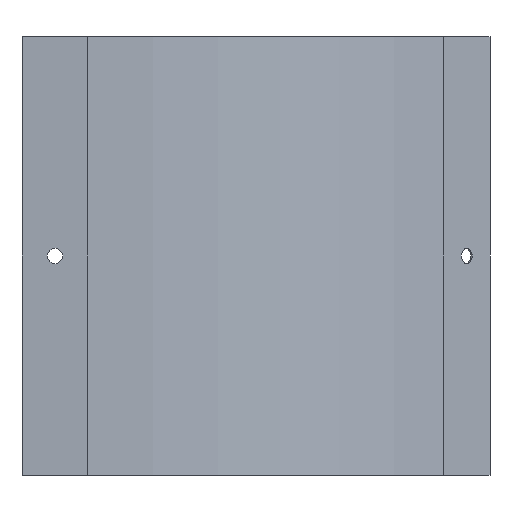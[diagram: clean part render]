
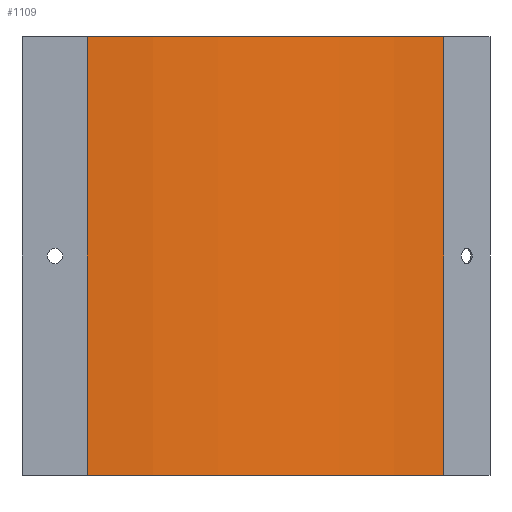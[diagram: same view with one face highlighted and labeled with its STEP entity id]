
A CAD part, front view. The second image highlights one B-rep face of the part: STEP entity #1109.
In plain terms, the highlighted cylindrical face has radius 230 mm (diameter 460 mm), a partial arc.
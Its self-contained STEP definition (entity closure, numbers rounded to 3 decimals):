
#27 = CARTESIAN_POINT ( 'NONE',  ( 192.426, -12.635, 0.8 ) ) ;
#86 = DIRECTION ( 'NONE',  ( 0., 0., -1. ) ) ;
#96 = CARTESIAN_POINT ( 'NONE',  ( 192.426, -12.635, 0.8 ) ) ;
#224 = VERTEX_POINT ( 'NONE', #27 ) ;
#256 = ORIENTED_EDGE ( 'NONE', *, *, #430, .T. ) ;
#257 = ORIENTED_EDGE ( 'NONE', *, *, #827, .F. ) ;
#258 = ORIENTED_EDGE ( 'NONE', *, *, #390, .F. ) ;
#260 = ORIENTED_EDGE ( 'NONE', *, *, #826, .T. ) ;
#390 = EDGE_CURVE ( 'NONE', #224, #1262, #708, .T. ) ;
#430 = EDGE_CURVE ( 'NONE', #874, #1319, #466, .T. ) ;
#466 = LINE ( 'NONE', #1353, #468 ) ;
#468 = VECTOR ( 'NONE', #1339, 1000. ) ;
#471 = CIRCLE ( 'NONE', #1204, 230. ) ;
#473 = CIRCLE ( 'NONE', #1202, 230. ) ;
#708 = LINE ( 'NONE', #96, #716 ) ;
#716 = VECTOR ( 'NONE', #86, 1000. ) ;
#782 = CARTESIAN_POINT ( 'NONE',  ( 29.792, -80., 0.8 ) ) ;
#788 = AXIS2_PLACEMENT_3D ( 'NONE', #1428, #1427, #1420 ) ;
#826 = EDGE_CURVE ( 'NONE', #1319, #1262, #471, .T. ) ;
#827 = EDGE_CURVE ( 'NONE', #874, #224, #473, .T. ) ;
#874 = VERTEX_POINT ( 'NONE', #782 ) ;
#1109 = ADVANCED_FACE ( 'NONE', ( #1745 ), #1752, .T. ) ;
#1202 = AXIS2_PLACEMENT_3D ( 'NONE', #1332, #1331, #1330 ) ;
#1204 = AXIS2_PLACEMENT_3D ( 'NONE', #1336, #1335, #1334 ) ;
#1234 = EDGE_LOOP ( 'NONE', ( #260, #258, #257, #256 ) ) ;
#1262 = VERTEX_POINT ( 'NONE', #1481 ) ;
#1319 = VERTEX_POINT ( 'NONE', #1539 ) ;
#1330 = DIRECTION ( 'NONE',  ( 1., 0., 0. ) ) ;
#1331 = DIRECTION ( 'NONE',  ( 0., 0., 1. ) ) ;
#1332 = CARTESIAN_POINT ( 'NONE',  ( 29.792, 150., 0.8 ) ) ;
#1334 = DIRECTION ( 'NONE',  ( 1., 0., 0. ) ) ;
#1335 = DIRECTION ( 'NONE',  ( 0., 0., 1. ) ) ;
#1336 = CARTESIAN_POINT ( 'NONE',  ( 29.792, 150., -199.2 ) ) ;
#1339 = DIRECTION ( 'NONE',  ( 0., 0., -1. ) ) ;
#1353 = CARTESIAN_POINT ( 'NONE',  ( 29.792, -80., 0.8 ) ) ;
#1420 = DIRECTION ( 'NONE',  ( -1., 0., 0. ) ) ;
#1427 = DIRECTION ( 'NONE',  ( 0., 0., -1. ) ) ;
#1428 = CARTESIAN_POINT ( 'NONE',  ( 29.792, 150., 0.8 ) ) ;
#1481 = CARTESIAN_POINT ( 'NONE',  ( 192.426, -12.635, -199.2 ) ) ;
#1539 = CARTESIAN_POINT ( 'NONE',  ( 29.792, -80., -199.2 ) ) ;
#1745 = FACE_OUTER_BOUND ( 'NONE', #1234, .T. ) ;
#1752 = CYLINDRICAL_SURFACE ( 'NONE', #788, 230. ) ;
